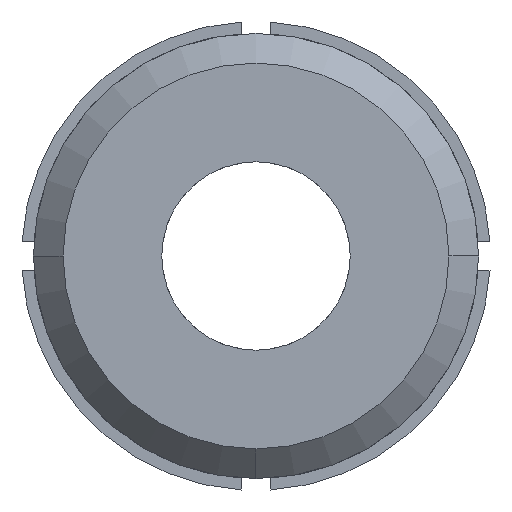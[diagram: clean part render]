
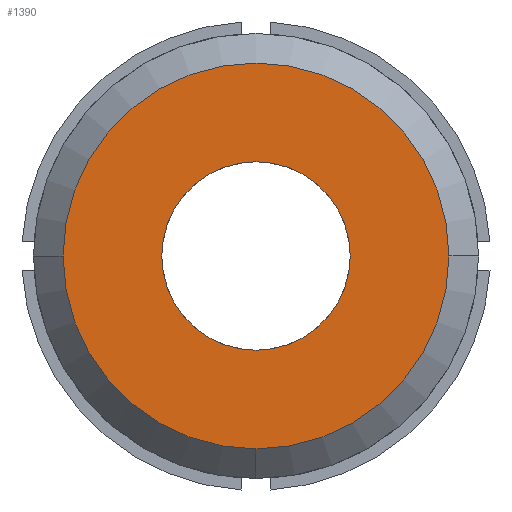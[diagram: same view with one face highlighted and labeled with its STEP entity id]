
A CAD part, left-side view. The second image highlights one B-rep face of the part: STEP entity #1390.
In plain terms, the highlighted planar face has unit normal (-1, 0, 0).
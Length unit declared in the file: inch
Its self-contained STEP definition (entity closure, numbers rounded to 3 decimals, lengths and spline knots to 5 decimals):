
#129 = FACE_BOUND ( 'NONE', #758, .T. ) ;
#140 = DIRECTION ( 'NONE',  ( 0., 0., -1. ) ) ;
#160 = VERTEX_POINT ( 'NONE', #1723 ) ;
#186 = ORIENTED_EDGE ( 'NONE', *, *, #1003, .T. ) ;
#235 = DIRECTION ( 'NONE',  ( 1., 0., 0. ) ) ;
#416 = CARTESIAN_POINT ( 'NONE',  ( 0., 0., 0. ) ) ;
#432 = DIRECTION ( 'NONE',  ( 1., 0., 0. ) ) ;
#450 = DIRECTION ( 'NONE',  ( 0., 0., 1. ) ) ;
#453 = ORIENTED_EDGE ( 'NONE', *, *, #859, .T. ) ;
#480 = CIRCLE ( 'NONE', #822, 0.125 ) ;
#496 = AXIS2_PLACEMENT_3D ( 'NONE', #416, #902, #1931 ) ;
#512 = CARTESIAN_POINT ( 'NONE',  ( 0., 0., 0. ) ) ;
#540 = VERTEX_POINT ( 'NONE', #880 ) ;
#571 = DIRECTION ( 'NONE',  ( 1., 0., 0. ) ) ;
#603 = CARTESIAN_POINT ( 'NONE',  ( 0., 0.25591, 0. ) ) ;
#629 = DIRECTION ( 'NONE',  ( 1., 0., 0. ) ) ;
#653 = AXIS2_PLACEMENT_3D ( 'NONE', #891, #235, #2010 ) ;
#662 = PLANE ( 'NONE',  #1926 ) ;
#689 = ORIENTED_EDGE ( 'NONE', *, *, #1705, .F. ) ;
#756 = VERTEX_POINT ( 'NONE', #1006 ) ;
#758 = EDGE_LOOP ( 'NONE', ( #1456, #453, #186 ) ) ;
#822 = AXIS2_PLACEMENT_3D ( 'NONE', #1718, #2035, #1223 ) ;
#859 = EDGE_CURVE ( 'NONE', #756, #160, #480, .T. ) ;
#880 = CARTESIAN_POINT ( 'NONE',  ( 0., -0.25591, 0. ) ) ;
#891 = CARTESIAN_POINT ( 'NONE',  ( 0., 0., 0. ) ) ;
#897 = AXIS2_PLACEMENT_3D ( 'NONE', #1913, #571, #450 ) ;
#902 = DIRECTION ( 'NONE',  ( 1., 0., 0. ) ) ;
#928 = DIRECTION ( 'NONE',  ( 0., 0., 1. ) ) ;
#931 = CIRCLE ( 'NONE', #897, 0.125 ) ;
#934 = CARTESIAN_POINT ( 'NONE',  ( 0., 0.125, 0. ) ) ;
#1003 = EDGE_CURVE ( 'NONE', #160, #2056, #1787, .T. ) ;
#1006 = CARTESIAN_POINT ( 'NONE',  ( 0., 0., 0.125 ) ) ;
#1037 = VERTEX_POINT ( 'NONE', #603 ) ;
#1060 = VERTEX_POINT ( 'NONE', #1487 ) ;
#1190 = EDGE_CURVE ( 'NONE', #1037, #540, #1725, .T. ) ;
#1223 = DIRECTION ( 'NONE',  ( 0., 0., 1. ) ) ;
#1240 = ORIENTED_EDGE ( 'NONE', *, *, #1547, .F. ) ;
#1243 = EDGE_CURVE ( 'NONE', #2056, #756, #931, .T. ) ;
#1390 = ADVANCED_FACE ( 'NONE', ( #129, #1799 ), #662, .F. ) ;
#1456 = ORIENTED_EDGE ( 'NONE', *, *, #1243, .T. ) ;
#1482 = AXIS2_PLACEMENT_3D ( 'NONE', #512, #1541, #1660 ) ;
#1487 = CARTESIAN_POINT ( 'NONE',  ( 0., 0., -0.25591 ) ) ;
#1541 = DIRECTION ( 'NONE',  ( 1., 0., 0. ) ) ;
#1547 = EDGE_CURVE ( 'NONE', #1060, #1037, #2061, .T. ) ;
#1548 = EDGE_LOOP ( 'NONE', ( #689, #2044, #1240 ) ) ;
#1660 = DIRECTION ( 'NONE',  ( 0., 0., -1. ) ) ;
#1690 = AXIS2_PLACEMENT_3D ( 'NONE', #2082, #432, #928 ) ;
#1705 = EDGE_CURVE ( 'NONE', #540, #1060, #2105, .T. ) ;
#1718 = CARTESIAN_POINT ( 'NONE',  ( 0., 0., 0. ) ) ;
#1723 = CARTESIAN_POINT ( 'NONE',  ( 0., -0.125, 0. ) ) ;
#1725 = CIRCLE ( 'NONE', #653, 0.25591 ) ;
#1787 = CIRCLE ( 'NONE', #1690, 0.125 ) ;
#1799 = FACE_OUTER_BOUND ( 'NONE', #1548, .T. ) ;
#1913 = CARTESIAN_POINT ( 'NONE',  ( 0., 0., 0. ) ) ;
#1926 = AXIS2_PLACEMENT_3D ( 'NONE', #1934, #629, #140 ) ;
#1931 = DIRECTION ( 'NONE',  ( 0., 0., -1. ) ) ;
#1934 = CARTESIAN_POINT ( 'NONE',  ( 0., 0., 0. ) ) ;
#2010 = DIRECTION ( 'NONE',  ( 0., 0., -1. ) ) ;
#2035 = DIRECTION ( 'NONE',  ( 1., 0., 0. ) ) ;
#2044 = ORIENTED_EDGE ( 'NONE', *, *, #1190, .F. ) ;
#2056 = VERTEX_POINT ( 'NONE', #934 ) ;
#2061 = CIRCLE ( 'NONE', #1482, 0.25591 ) ;
#2082 = CARTESIAN_POINT ( 'NONE',  ( 0., 0., 0. ) ) ;
#2105 = CIRCLE ( 'NONE', #496, 0.25591 ) ;
